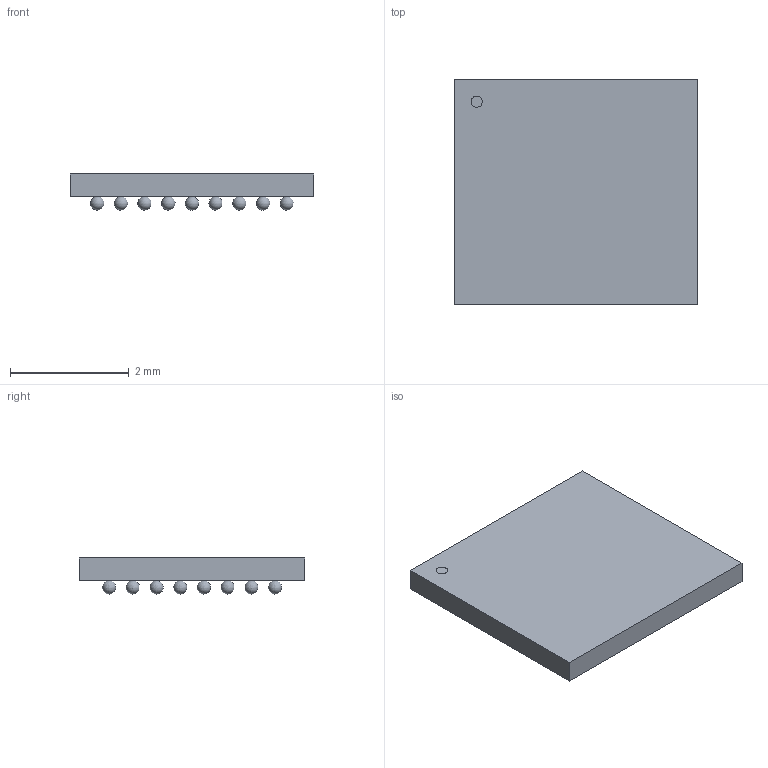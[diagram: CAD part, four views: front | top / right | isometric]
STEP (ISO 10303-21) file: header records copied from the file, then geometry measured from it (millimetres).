
FILE_DESCRIPTION(('STEP AP214'),'1');
FILE_NAME('WLCSP72_LAT','2025-05-12T03:55:13',(''),(''),'','','');
FILE_SCHEMA(('AUTOMOTIVE_DESIGN'));
Length unit declared in the file: millimetre
Products named in the file (1): product
Bounding box: 4.11 x 3.81 x 0.61 mm (x, y, z)
Volume: 6.4 mm3; surface area: 49.3 mm2
Topology: 74 solids, 74 shells, 81 faces, 231 edges, 154 vertices
Faces by surface type: sphere 72, plane 8, cylinder 1
Full cylindrical faces by diameter (mm): 0.191 x1
Entity records: 1021 total; most frequent: DIRECTION 182, CARTESIAN_POINT 95, AXIS2_PLACEMENT_3D 85, STYLED_ITEM 81, ADVANCED_FACE 81, MANIFOLD_SOLID_BREP 74, CLOSED_SHELL 74, SPHERICAL_SURFACE 72
